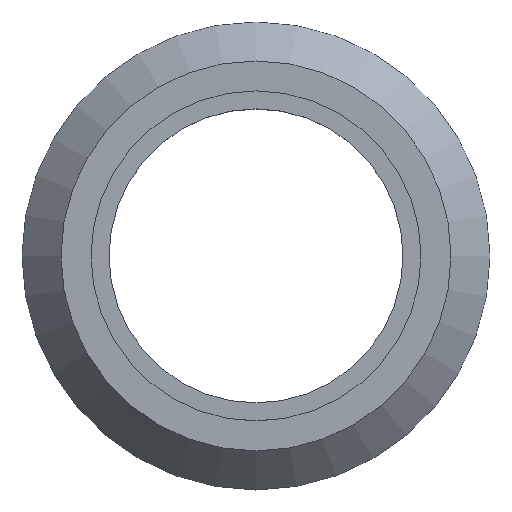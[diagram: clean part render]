
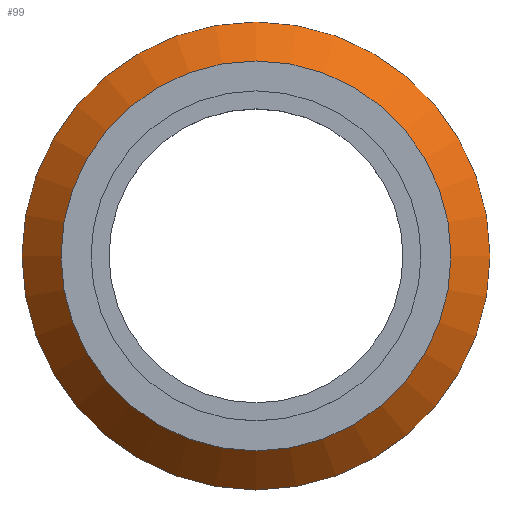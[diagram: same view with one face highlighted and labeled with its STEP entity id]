
A CAD part, top view. The second image highlights one B-rep face of the part: STEP entity #99.
In plain terms, the highlighted conical face has half-angle 42.879 degrees and reference radius 7.15 mm.
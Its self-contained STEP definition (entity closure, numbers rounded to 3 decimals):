
#15=CONICAL_SURFACE('',#123,7.15,0.748);
#17=LINE('',#179,#21);
#21=VECTOR('',#149,7.15);
#32=FACE_OUTER_BOUND('',#40,.T.);
#40=EDGE_LOOP('',(#78,#79,#80,#81));
#49=CIRCLE('',#122,7.8);
#50=CIRCLE('',#124,6.5);
#56=VERTEX_POINT('',#173);
#57=VERTEX_POINT('',#177);
#63=EDGE_CURVE('',#56,#56,#49,.T.);
#65=EDGE_CURVE('',#57,#57,#50,.T.);
#66=EDGE_CURVE('',#57,#56,#17,.T.);
#78=ORIENTED_EDGE('',*,*,#65,.F.);
#79=ORIENTED_EDGE('',*,*,#66,.T.);
#80=ORIENTED_EDGE('',*,*,#63,.T.);
#81=ORIENTED_EDGE('',*,*,#66,.F.);
#99=ADVANCED_FACE('',(#32),#15,.T.);
#122=AXIS2_PLACEMENT_3D('',#174,#142,#143);
#123=AXIS2_PLACEMENT_3D('',#176,#145,#146);
#124=AXIS2_PLACEMENT_3D('',#178,#147,#148);
#142=DIRECTION('center_axis',(0.,0.,1.));
#143=DIRECTION('ref_axis',(1.,0.,0.));
#145=DIRECTION('center_axis',(0.,0.,-1.));
#146=DIRECTION('ref_axis',(1.,0.,0.));
#147=DIRECTION('center_axis',(0.,0.,1.));
#148=DIRECTION('ref_axis',(1.,0.,0.));
#149=DIRECTION('',(-0.68,0.,-0.733));
#173=CARTESIAN_POINT('',(-7.8,0.,0.5));
#174=CARTESIAN_POINT('Origin',(0.,0.,0.5));
#176=CARTESIAN_POINT('Origin',(0.,0.,1.2));
#177=CARTESIAN_POINT('',(-6.5,0.,1.9));
#178=CARTESIAN_POINT('Origin',(0.,0.,1.9));
#179=CARTESIAN_POINT('',(-7.15,0.,1.2));
